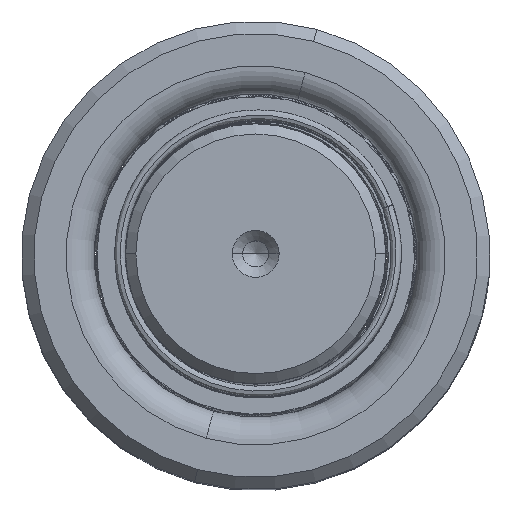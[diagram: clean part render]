
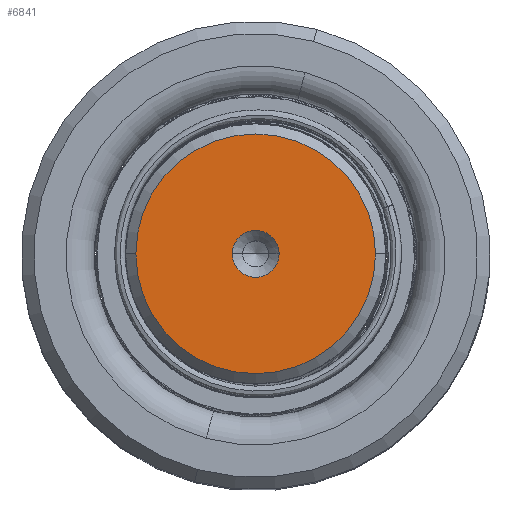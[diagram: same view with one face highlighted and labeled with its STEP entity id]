
A CAD part, top view. The second image highlights one B-rep face of the part: STEP entity #6841.
In plain terms, the highlighted planar face has unit normal (0, 0, 1).
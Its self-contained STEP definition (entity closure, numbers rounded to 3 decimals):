
#906 = FACE_BOUND ( 'NONE', #30109, .T. ) ;
#1200 = DIRECTION ( 'NONE',  ( 0., 0., 1. ) ) ;
#2636 = DIRECTION ( 'NONE',  ( 0., 0., 1. ) ) ;
#2767 = ORIENTED_EDGE ( 'NONE', *, *, #22769, .F. ) ;
#3090 = EDGE_CURVE ( 'NONE', #34429, #26578, #20481, .T. ) ;
#3322 = ORIENTED_EDGE ( 'NONE', *, *, #5664, .T. ) ;
#4866 = DIRECTION ( 'NONE',  ( 1., 0., 0. ) ) ;
#5664 = EDGE_CURVE ( 'NONE', #26578, #34429, #39617, .T. ) ;
#6841 = ADVANCED_FACE ( 'NONE', ( #906, #20513 ), #18991, .T. ) ;
#6993 = AXIS2_PLACEMENT_3D ( 'NONE', #31323, #46476, #38919 ) ;
#8783 = CIRCLE ( 'NONE', #10595, 2.25 ) ;
#9504 = CARTESIAN_POINT ( 'NONE',  ( 2.25, 0., 150. ) ) ;
#10595 = AXIS2_PLACEMENT_3D ( 'NONE', #11848, #1200, #4866 ) ;
#11571 = CARTESIAN_POINT ( 'NONE',  ( -11.509, 0., 150. ) ) ;
#11848 = CARTESIAN_POINT ( 'NONE',  ( 0., 0., 150. ) ) ;
#13466 = ORIENTED_EDGE ( 'NONE', *, *, #17803, .F. ) ;
#16573 = VERTEX_POINT ( 'NONE', #9504 ) ;
#16739 = CIRCLE ( 'NONE', #32741, 2.25 ) ;
#17651 = CARTESIAN_POINT ( 'NONE',  ( 0., 0., 150. ) ) ;
#17803 = EDGE_CURVE ( 'NONE', #37691, #16573, #8783, .T. ) ;
#18991 = PLANE ( 'NONE',  #30289 ) ;
#20481 = CIRCLE ( 'NONE', #25220, 11.509 ) ;
#20513 = FACE_OUTER_BOUND ( 'NONE', #38382, .T. ) ;
#22769 = EDGE_CURVE ( 'NONE', #16573, #37691, #16739, .T. ) ;
#25220 = AXIS2_PLACEMENT_3D ( 'NONE', #17651, #47070, #35959 ) ;
#26489 = ORIENTED_EDGE ( 'NONE', *, *, #3090, .T. ) ;
#26578 = VERTEX_POINT ( 'NONE', #11571 ) ;
#28669 = DIRECTION ( 'NONE',  ( 1., 0., 0. ) ) ;
#30109 = EDGE_LOOP ( 'NONE', ( #2767, #13466 ) ) ;
#30289 = AXIS2_PLACEMENT_3D ( 'NONE', #41644, #33896, #41476 ) ;
#31323 = CARTESIAN_POINT ( 'NONE',  ( 0., 0., 150. ) ) ;
#32741 = AXIS2_PLACEMENT_3D ( 'NONE', #36123, #2636, #28669 ) ;
#33896 = DIRECTION ( 'NONE',  ( 0., 0., 1. ) ) ;
#34429 = VERTEX_POINT ( 'NONE', #35041 ) ;
#35041 = CARTESIAN_POINT ( 'NONE',  ( 11.509, 0., 150. ) ) ;
#35959 = DIRECTION ( 'NONE',  ( 1., 0., 0. ) ) ;
#36123 = CARTESIAN_POINT ( 'NONE',  ( 0., 0., 150. ) ) ;
#37691 = VERTEX_POINT ( 'NONE', #45889 ) ;
#38382 = EDGE_LOOP ( 'NONE', ( #3322, #26489 ) ) ;
#38919 = DIRECTION ( 'NONE',  ( 1., 0., 0. ) ) ;
#39617 = CIRCLE ( 'NONE', #6993, 11.509 ) ;
#41476 = DIRECTION ( 'NONE',  ( 1., 0., 0. ) ) ;
#41644 = CARTESIAN_POINT ( 'NONE',  ( 0., 0., 150. ) ) ;
#45889 = CARTESIAN_POINT ( 'NONE',  ( -2.25, 0., 150. ) ) ;
#46476 = DIRECTION ( 'NONE',  ( 0., 0., 1. ) ) ;
#47070 = DIRECTION ( 'NONE',  ( 0., 0., 1. ) ) ;
